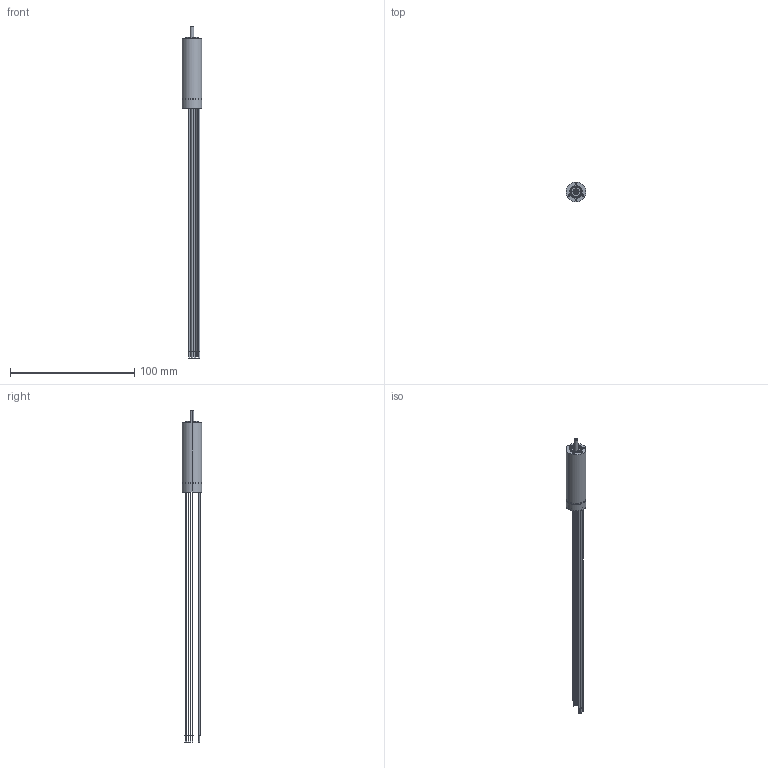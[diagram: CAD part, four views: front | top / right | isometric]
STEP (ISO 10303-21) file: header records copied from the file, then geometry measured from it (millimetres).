
FILE_DESCRIPTION (( 'STEP AP203' ), '1' );
FILE_NAME ('ECH16056.STEP', '2020-04-28T05:13:34', ( 'Sky123.Org' ), ( 'Sky123.Org' ), 'SwSTEP 2.0', 'SolidWorks 2014', '' );
FILE_SCHEMA (( 'CONFIG_CONTROL_DESIGN' ));
Length unit declared in the file: millimetre
Products named in the file (1): ECH16056
Bounding box: 16 x 16 x 267.34 mm (x, y, z)
Surface area: 9826 mm2 (no closed solid volume)
Topology: 0 solids, 30 shells, 145 faces, 417 edges, 310 vertices
Faces by surface type: cylinder 90, plane 47, cone 8
Entity records: 5266 total; most frequent: CARTESIAN_POINT 1224, DIRECTION 937, ORIENTED_EDGE 637, EDGE_CURVE 417, AXIS2_PLACEMENT_3D 383, VERTEX_POINT 310, CIRCLE 237, EDGE_LOOP 185
